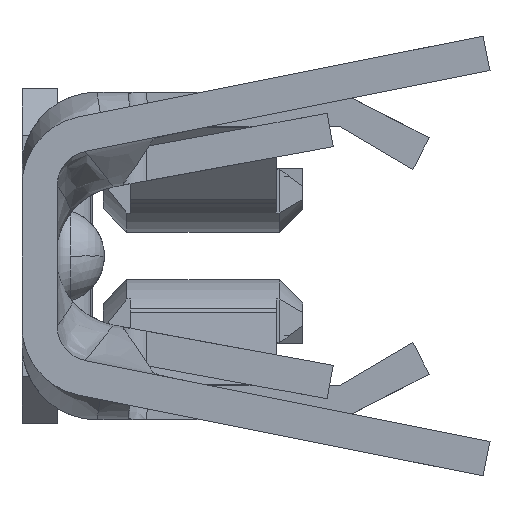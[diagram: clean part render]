
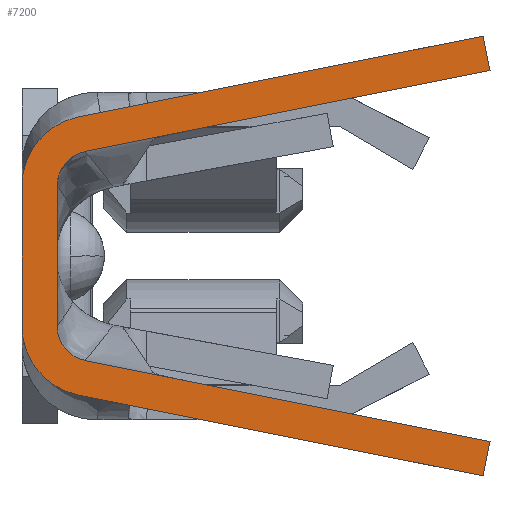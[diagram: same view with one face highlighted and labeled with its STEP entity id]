
A CAD part, left-side view. The second image highlights one B-rep face of the part: STEP entity #7200.
In plain terms, the highlighted planar face has unit normal (-1, 0, 0).
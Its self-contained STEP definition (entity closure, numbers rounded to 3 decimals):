
#2406=CARTESIAN_POINT('',(-2.9,-0.148,0.3));
#2407=DIRECTION('',(1.,0.,0.));
#2408=DIRECTION('',(0.,1.,0.));
#2409=AXIS2_PLACEMENT_3D('',#2406,#2407,#2408);
#2411=DIRECTION('',(0.,-0.981,0.196));
#2412=VECTOR('',#2411,1.764);
#2413=CARTESIAN_POINT('',(-2.9,-0.089,0.594));
#2414=LINE('',#2413,#2412);
#2415=DIRECTION('',(0.,-0.196,-0.981));
#2416=VECTOR('',#2415,0.15);
#2417=CARTESIAN_POINT('',(-2.9,-1.819,0.94));
#2418=LINE('',#2417,#2416);
#2419=DIRECTION('',(0.,0.981,-0.196));
#2420=VECTOR('',#2419,1.764);
#2421=CARTESIAN_POINT('',(-2.9,-1.848,0.793));
#2422=LINE('',#2421,#2420);
#2423=CARTESIAN_POINT('',(-2.9,-0.148,0.3));
#2424=DIRECTION('',(-1.,0.,0.));
#2425=DIRECTION('',(0.,0.196,0.981));
#2426=AXIS2_PLACEMENT_3D('',#2423,#2424,#2425);
#2428=CARTESIAN_POINT('',(-2.9,-0.148,-0.3));
#2429=DIRECTION('',(-1.,0.,0.));
#2430=DIRECTION('',(0.,1.,0.));
#2431=AXIS2_PLACEMENT_3D('',#2428,#2429,#2430);
#2433=DIRECTION('',(0.,-0.981,-0.196));
#2434=VECTOR('',#2433,1.764);
#2435=CARTESIAN_POINT('',(-2.9,-0.119,-0.447));
#2436=LINE('',#2435,#2434);
#2437=DIRECTION('',(0.,0.196,-0.981));
#2438=VECTOR('',#2437,0.15);
#2439=CARTESIAN_POINT('',(-2.9,-1.848,-0.793));
#2440=LINE('',#2439,#2438);
#2441=DIRECTION('',(0.,0.981,0.196));
#2442=VECTOR('',#2441,1.764);
#2443=CARTESIAN_POINT('',(-2.9,-1.819,-0.94));
#2444=LINE('',#2443,#2442);
#2445=CARTESIAN_POINT('',(-2.9,-0.148,-0.3));
#2446=DIRECTION('',(1.,0.,0.));
#2447=DIRECTION('',(0.,0.196,-0.981));
#2448=AXIS2_PLACEMENT_3D('',#2445,#2446,#2447);
#2450=DIRECTION('',(0.,0.,-1.));
#2451=VECTOR('',#2450,0.6);
#2452=CARTESIAN_POINT('',(-2.9,0.152,0.3));
#2453=LINE('',#2452,#2451);
#2546=DIRECTION('',(0.,0.,1.));
#2547=VECTOR('',#2546,0.6);
#2548=CARTESIAN_POINT('',(-2.9,0.002,-0.3));
#2549=LINE('',#2548,#2547);
#3024=CARTESIAN_POINT('',(-2.9,-0.089,-0.594));
#3026=VERTEX_POINT('',#3024);
#3028=CARTESIAN_POINT('',(-2.9,-1.819,-0.94));
#3029=VERTEX_POINT('',#3028);
#3083=CARTESIAN_POINT('',(-2.9,-0.119,0.447));
#3085=VERTEX_POINT('',#3083);
#3087=CARTESIAN_POINT('',(-2.9,-1.848,0.793));
#3088=VERTEX_POINT('',#3087);
#3092=CARTESIAN_POINT('',(-2.9,0.002,-0.3));
#3093=VERTEX_POINT('',#3092);
#3094=CARTESIAN_POINT('',(-2.9,0.002,0.3));
#3095=VERTEX_POINT('',#3094);
#3096=CARTESIAN_POINT('',(-2.9,-0.119,-0.447));
#3097=VERTEX_POINT('',#3096);
#3098=CARTESIAN_POINT('',(-2.9,-1.848,-0.793));
#3099=VERTEX_POINT('',#3098);
#3100=CARTESIAN_POINT('',(-2.9,0.152,0.3));
#3101=CARTESIAN_POINT('',(-2.9,0.152,-0.3));
#3102=VERTEX_POINT('',#3100);
#3103=VERTEX_POINT('',#3101);
#3104=CARTESIAN_POINT('',(-2.9,-0.089,0.594));
#3105=VERTEX_POINT('',#3104);
#3106=CARTESIAN_POINT('',(-2.9,-1.819,0.94));
#3107=VERTEX_POINT('',#3106);
#7174=CARTESIAN_POINT('',(-2.9,0.,0.));
#7175=DIRECTION('',(-1.,0.,0.));
#7176=DIRECTION('',(0.,0.,-1.));
#7177=AXIS2_PLACEMENT_3D('',#7174,#7175,#7176);
#7178=PLANE('',#7177);
#7180=ORIENTED_EDGE('',*,*,#7179,.F.);
#7181=ORIENTED_EDGE('',*,*,#7109,.T.);
#7182=ORIENTED_EDGE('',*,*,#7126,.T.);
#7183=ORIENTED_EDGE('',*,*,#7168,.T.);
#7184=ORIENTED_EDGE('',*,*,#6348,.T.);
#7185=ORIENTED_EDGE('',*,*,#6366,.T.);
#7187=ORIENTED_EDGE('',*,*,#7186,.F.);
#7189=ORIENTED_EDGE('',*,*,#7188,.T.);
#7191=ORIENTED_EDGE('',*,*,#7190,.T.);
#7193=ORIENTED_EDGE('',*,*,#7192,.T.);
#7195=ORIENTED_EDGE('',*,*,#7194,.T.);
#7197=ORIENTED_EDGE('',*,*,#7196,.T.);
#7198=EDGE_LOOP('',(#7180,#7181,#7182,#7183,#7184,#7185,#7187,#7189,#7191,#7193,
#7195,#7197));
#7199=FACE_OUTER_BOUND('',#7198,.F.);
#7200=ADVANCED_FACE('',(#7199),#7178,.T.);
#2410=CIRCLE('',#2409,0.3);
#2427=CIRCLE('',#2426,0.15);
#2432=CIRCLE('',#2431,0.15);
#2449=CIRCLE('',#2448,0.3);
#6348=EDGE_CURVE('',#3088,#3085,#2422,.T.);
#6366=EDGE_CURVE('',#3085,#3095,#2427,.T.);
#7109=EDGE_CURVE('',#3102,#3105,#2410,.T.);
#7126=EDGE_CURVE('',#3105,#3107,#2414,.T.);
#7168=EDGE_CURVE('',#3107,#3088,#2418,.T.);
#7179=EDGE_CURVE('',#3102,#3103,#2453,.T.);
#7186=EDGE_CURVE('',#3093,#3095,#2549,.T.);
#7188=EDGE_CURVE('',#3093,#3097,#2432,.T.);
#7190=EDGE_CURVE('',#3097,#3099,#2436,.T.);
#7192=EDGE_CURVE('',#3099,#3029,#2440,.T.);
#7194=EDGE_CURVE('',#3029,#3026,#2444,.T.);
#7196=EDGE_CURVE('',#3026,#3103,#2449,.T.);
